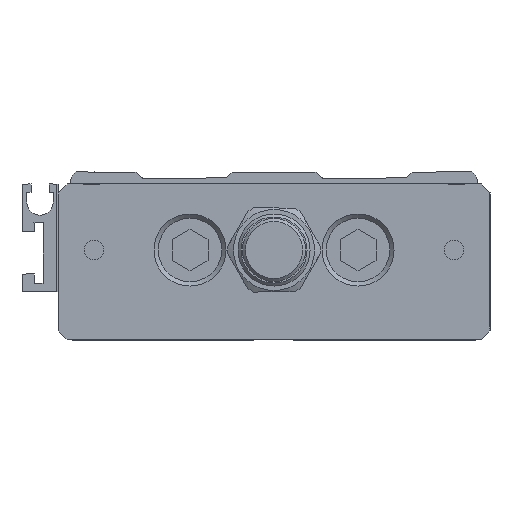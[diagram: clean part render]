
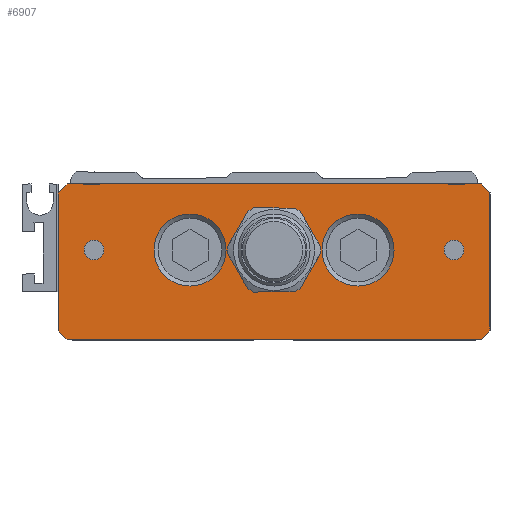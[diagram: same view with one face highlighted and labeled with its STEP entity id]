
A CAD part, left-side view. The second image highlights one B-rep face of the part: STEP entity #6907.
In plain terms, the highlighted planar face has unit normal (-1, 0, 0).
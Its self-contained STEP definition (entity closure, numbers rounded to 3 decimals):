
#5997=CARTESIAN_POINT('',(-15.,-464.,-26.5)
);
#5998=VERTEX_POINT('Vertex303',#5997);
#6005=CARTESIAN_POINT('',(-15.,-464.,-3.5)
);
#6006=VERTEX_POINT('Vertex304',#6005);
#6007=CARTESIAN_POINT('',(-15.,-464.,-15.)
);
#6008=DIRECTION('',(0.,0.,-1.));
#6009=VECTOR('',#6008,1.);
#6010=LINE('nurbsCrv399',#6007,#6009);
#6011=EDGE_CURVE('Edge399',#6006,#5998,#6010,.T.);
#6097=CARTESIAN_POINT('',(-15.,-496.624,-20.));
#6098=VERTEX_POINT('Vertex309',#6097);
#6099=CARTESIAN_POINT('',(-15.,-495.626,-19.423)
);
#6100=VERTEX_POINT('Vertex308',#6099);
#6101=CARTESIAN_POINT('',(-15.,-496.125,-19.712)
);
#6102=DIRECTION('',(0.,0.866,0.5));
#6103=VECTOR('',#6102,1.);
#6104=LINE('nurbsCrv404',#6101,#6103);
#6105=EDGE_CURVE('Edge404',#6098,#6100,#6104,.T.);
#6128=CARTESIAN_POINT('',(-15.,-503.376,-20.)
);
#6129=VERTEX_POINT('Vertex310',#6128);
#6130=CARTESIAN_POINT('',(-15.,-500.,-20.)
);
#6131=DIRECTION('',(0.,1.,0.));
#6132=VECTOR('',#6131,1.);
#6133=LINE('nurbsCrv407',#6130,#6132);
#6134=EDGE_CURVE('Edge407',#6129,#6098,#6133,.T.);
#6152=CARTESIAN_POINT('',(-15.,-504.374,-19.423)
);
#6153=VERTEX_POINT('Vertex311',#6152);
#6154=CARTESIAN_POINT('',(-15.,-503.875,-19.712)
);
#6155=DIRECTION('',(0.,0.866,-0.5));
#6156=VECTOR('',#6155,1.);
#6157=LINE('nurbsCrv409',#6154,#6156);
#6158=EDGE_CURVE('Edge409',#6153,#6129,#6157,.T.);
#6176=CARTESIAN_POINT('',(-15.,-507.75,-13.577)
);
#6177=VERTEX_POINT('Vertex312',#6176);
#6178=CARTESIAN_POINT('',(-15.,-506.062,-16.5)
);
#6179=DIRECTION('',(0.,0.5,-0.866));
#6180=VECTOR('',#6179,1.);
#6181=LINE('nurbsCrv411',#6178,#6180);
#6182=EDGE_CURVE('Edge411',#6177,#6153,#6181,.T.);
#6200=CARTESIAN_POINT('',(-15.,-507.75,-12.423)
);
#6201=VERTEX_POINT('Vertex313',#6200);
#6202=CARTESIAN_POINT('',(-15.,-507.75,-13.)
);
#6203=DIRECTION('',(0.,0.,-1.));
#6204=VECTOR('',#6203,1.);
#6205=LINE('nurbsCrv413',#6202,#6204);
#6206=EDGE_CURVE('Edge413',#6201,#6177,#6205,.T.);
#6224=CARTESIAN_POINT('',(-15.,-504.374,-6.577)
);
#6225=VERTEX_POINT('Vertex314',#6224);
#6226=CARTESIAN_POINT('',(-15.,-506.062,-9.5)
);
#6227=DIRECTION('',(0.,-0.5,-0.866));
#6228=VECTOR('',#6227,1.);
#6229=LINE('nurbsCrv415',#6226,#6228);
#6230=EDGE_CURVE('Edge415',#6225,#6201,#6229,.T.);
#6248=CARTESIAN_POINT('',(-15.,-492.25,-13.577)
);
#6249=VERTEX_POINT('Vertex315',#6248);
#6250=CARTESIAN_POINT('',(-15.,-493.938,-16.5)
);
#6251=DIRECTION('',(0.,0.5,0.866));
#6252=VECTOR('',#6251,1.);
#6253=LINE('nurbsCrv417',#6250,#6252);
#6254=EDGE_CURVE('Edge417',#6100,#6249,#6253,.T.);
#6272=CARTESIAN_POINT('',(-15.,-503.376,-6.));
#6273=VERTEX_POINT('Vertex316',#6272);
#6274=CARTESIAN_POINT('',(-15.,-503.875,-6.288)
);
#6275=DIRECTION('',(0.,-0.866,-0.5));
#6276=VECTOR('',#6275,1.);
#6277=LINE('nurbsCrv419',#6274,#6276);
#6278=EDGE_CURVE('Edge419',#6273,#6225,#6277,.T.);
#6296=CARTESIAN_POINT('',(-15.,-496.624,-6.)
);
#6297=VERTEX_POINT('Vertex317',#6296);
#6298=CARTESIAN_POINT('',(-15.,-500.,-6.)
);
#6299=DIRECTION('',(0.,-1.,0.));
#6300=VECTOR('',#6299,1.);
#6301=LINE('nurbsCrv421',#6298,#6300);
#6302=EDGE_CURVE('Edge421',#6297,#6273,#6301,.T.);
#6321=CARTESIAN_POINT('',(-15.,-495.626,-6.577)
);
#6322=VERTEX_POINT('Vertex318',#6321);
#6323=CARTESIAN_POINT('',(-15.,-496.125,-6.288)
);
#6324=DIRECTION('',(0.,-0.866,0.5));
#6325=VECTOR('',#6324,1.);
#6326=LINE('nurbsCrv423',#6323,#6325);
#6327=EDGE_CURVE('Edge423',#6322,#6297,#6326,.T.);
#6345=CARTESIAN_POINT('',(-15.,-492.25,-12.423)
);
#6346=VERTEX_POINT('Vertex319',#6345);
#6347=CARTESIAN_POINT('',(-15.,-493.938,-9.5)
);
#6348=DIRECTION('',(0.,-0.5,0.866));
#6349=VECTOR('',#6348,1.);
#6350=LINE('nurbsCrv425',#6347,#6349);
#6351=EDGE_CURVE('Edge425',#6346,#6322,#6350,.T.);
#6369=CARTESIAN_POINT('',(-15.,-492.25,-13.));
#6370=DIRECTION('',(0.,0.,1.));
#6371=VECTOR('',#6370,1.);
#6372=LINE('nurbsCrv427',#6369,#6371);
#6373=EDGE_CURVE('Edge427',#6249,#6346,#6372,.T.);
#6622=CARTESIAN_POINT('',(-15.,-530.,-11.35)
);
#6623=VERTEX_POINT('Vertex333',#6622);
#6624=CARTESIAN_POINT('',(-15.,-530.,-13.));
#6625=DIRECTION('',(1.,0.,0.));
#6626=DIRECTION('',(0.,0.,1.));
#6627=AXIS2_PLACEMENT_3D('',#6624,#6625,#6626);
#6628=CIRCLE('nurbsCrv441',#6627,1.65);
#6629=EDGE_CURVE('Edge441',#6623,#6623,#6628,.T.);
#6659=CARTESIAN_POINT('',(-15.,-470.,-11.35)
);
#6660=VERTEX_POINT('Vertex335',#6659);
#6661=CARTESIAN_POINT('',(-15.,-470.,-13.));
#6662=DIRECTION('',(1.,0.,0.));
#6663=DIRECTION('',(0.,0.,1.));
#6664=AXIS2_PLACEMENT_3D('',#6661,#6662,#6663);
#6665=CIRCLE('nurbsCrv443',#6664,1.65);
#6666=EDGE_CURVE('Edge443',#6660,#6660,#6665,.T.);
#6676=CARTESIAN_POINT('',(-15.,-514.,-7.));
#6677=VERTEX_POINT('Vertex336',#6676);
#6678=CARTESIAN_POINT('',(-15.,-514.,-13.));
#6679=DIRECTION('',(1.,0.,0.));
#6680=DIRECTION('',(0.,0.,1.));
#6681=AXIS2_PLACEMENT_3D('',#6678,#6679,#6680);
#6682=CIRCLE('nurbsCrv444',#6681,6.);
#6683=EDGE_CURVE('Edge444',#6677,#6677,#6682,.T.);
#6696=CARTESIAN_POINT('',(-15.,-486.,-7.));
#6697=VERTEX_POINT('Vertex337',#6696);
#6698=CARTESIAN_POINT('',(-15.,-486.,-13.));
#6699=DIRECTION('',(1.,0.,0.));
#6700=DIRECTION('',(0.,0.,1.));
#6701=AXIS2_PLACEMENT_3D('',#6698,#6699,#6700);
#6702=CIRCLE('nurbsCrv445',#6701,6.);
#6703=EDGE_CURVE('Edge445',#6697,#6697,#6702,.T.);
#6726=CARTESIAN_POINT('',(-15.,-465.5,-2.)
);
#6727=VERTEX_POINT('Vertex339',#6726);
#6728=CARTESIAN_POINT('',(-15.,-464.75,-2.75)
);
#6729=DIRECTION('',(0.,0.707,-0.707));
#6730=VECTOR('',#6729,1.);
#6731=LINE('nurbsCrv447',#6728,#6730);
#6732=EDGE_CURVE('Edge447',#6727,#6006,#6731,.T.);
#6756=CARTESIAN_POINT('',(-15.,-465.5,-28.)
);
#6757=VERTEX_POINT('Vertex341',#6756);
#6764=CARTESIAN_POINT('',(-15.,-464.75,-27.25)
);
#6765=DIRECTION('',(0.,-0.707,-0.707));
#6766=VECTOR('',#6765,1.);
#6767=LINE('nurbsCrv451',#6764,#6766);
#6768=EDGE_CURVE('Edge451',#5998,#6757,#6767,.T.);
#6787=CARTESIAN_POINT('',(-15.,-534.5,-28.));
#6788=VERTEX_POINT('Vertex343',#6787);
#6795=CARTESIAN_POINT('',(-15.,-500.,-28.)
);
#6796=DIRECTION('',(0.,-1.,0.));
#6797=VECTOR('',#6796,1.);
#6798=LINE('nurbsCrv454',#6795,#6797);
#6799=EDGE_CURVE('Edge454',#6757,#6788,#6798,.T.);
#6824=CARTESIAN_POINT('',(-15.,-536.,-26.5));
#6825=VERTEX_POINT('Vertex345',#6824);
#6832=CARTESIAN_POINT('',(-15.,-535.25,-27.25));
#6833=DIRECTION('',(0.,-0.707,0.707));
#6834=VECTOR('',#6833,1.);
#6835=LINE('nurbsCrv457',#6832,#6834);
#6836=EDGE_CURVE('Edge457',#6788,#6825,#6835,.T.);
#6847=CARTESIAN_POINT('',(-15.,-536.,-3.5)
);
#6848=VERTEX_POINT('Vertex347',#6847);
#6849=CARTESIAN_POINT('',(-15.,-534.5,-2.)
);
#6850=VERTEX_POINT('Vertex346',#6849);
#6851=CARTESIAN_POINT('',(-15.,-535.25,-2.75)
);
#6852=DIRECTION('',(0.,0.707,0.707));
#6853=VECTOR('',#6852,1.);
#6854=LINE('nurbsCrv458',#6851,#6853);
#6855=EDGE_CURVE('Edge458',#6848,#6850,#6854,.T.);
#6856=ORIENTED_EDGE('Edgeuse894',*,*,#6855,.T.);
#6857=CARTESIAN_POINT('',(-15.,-500.,-2.)
);
#6858=DIRECTION('',(0.,1.,0.));
#6859=VECTOR('',#6858,1.);
#6860=LINE('nurbsCrv459',#6857,#6859);
#6861=EDGE_CURVE('Edge459',#6850,#6727,#6860,.T.);
#6862=ORIENTED_EDGE('Edgeuse895',*,*,#6861,.T.);
#6863=ORIENTED_EDGE('Edgeuse896',*,*,#6732,.T.);
#6864=ORIENTED_EDGE('Edgeuse897',*,*,#6011,.T.);
#6865=ORIENTED_EDGE('Edgeuse898',*,*,#6768,.T.);
#6866=ORIENTED_EDGE('Edgeuse899',*,*,#6799,.T.);
#6867=ORIENTED_EDGE('Edgeuse900',*,*,#6836,.T.);
#6868=CARTESIAN_POINT('',(-15.,-536.,-15.)
);
#6869=DIRECTION('',(0.,0.,1.));
#6870=VECTOR('',#6869,1.);
#6871=LINE('nurbsCrv460',#6868,#6870);
#6872=EDGE_CURVE('Edge460',#6825,#6848,#6871,.T.);
#6873=ORIENTED_EDGE('Edgeuse901',*,*,#6872,.T.);
#6874=EDGE_LOOP('',(#6856,#6862,#6863,#6864,#6865,#6866,#6867,#6873));
#6875=FACE_OUTER_BOUND('',#6874,.T.);
#6876=ORIENTED_EDGE('Edgeuse902',*,*,#6629,.T.);
#6877=EDGE_LOOP('',(#6876));
#6878=FACE_BOUND('',#6877,.T.);
#6879=ORIENTED_EDGE('Edgeuse903',*,*,#6666,.T.);
#6880=EDGE_LOOP('',(#6879));
#6881=FACE_BOUND('',#6880,.T.);
#6882=ORIENTED_EDGE('Edgeuse880',*,*,#6230,.T.);
#6883=ORIENTED_EDGE('Edgeuse881',*,*,#6206,.T.);
#6884=ORIENTED_EDGE('Edgeuse882',*,*,#6182,.T.);
#6885=ORIENTED_EDGE('Edgeuse883',*,*,#6158,.T.);
#6886=ORIENTED_EDGE('Edgeuse884',*,*,#6134,.T.);
#6887=ORIENTED_EDGE('Edgeuse885',*,*,#6105,.T.);
#6888=ORIENTED_EDGE('Edgeuse886',*,*,#6254,.T.);
#6889=ORIENTED_EDGE('Edgeuse887',*,*,#6373,.T.);
#6890=ORIENTED_EDGE('Edgeuse888',*,*,#6351,.T.);
#6891=ORIENTED_EDGE('Edgeuse889',*,*,#6327,.T.);
#6892=ORIENTED_EDGE('Edgeuse890',*,*,#6302,.T.);
#6893=ORIENTED_EDGE('Edgeuse891',*,*,#6278,.T.);
#6894=EDGE_LOOP('',(#6882,#6883,#6884,#6885,#6886,#6887,#6888,#6889,#6890,#6891
,#6892,#6893));
#6895=FACE_BOUND('',#6894,.T.);
#6896=ORIENTED_EDGE('Edgeuse892',*,*,#6703,.T.);
#6897=EDGE_LOOP('',(#6896));
#6898=FACE_BOUND('',#6897,.T.);
#6899=ORIENTED_EDGE('Edgeuse893',*,*,#6683,.T.);
#6900=EDGE_LOOP('',(#6899));
#6901=FACE_BOUND('',#6900,.T.);
#6902=CARTESIAN_POINT('',(-15.,-500.,-15.)
);
#6903=DIRECTION('',(-1.,0.,0.));
#6904=DIRECTION('',(0.,-1.,0.));
#6905=AXIS2_PLACEMENT_3D('',#6902,#6903,#6904);
#6906=PLANE('nurbsSrf223',#6905);
#6907=ADVANCED_FACE('Face223',(#6875,#6878,#6881,#6895,#6898,#6901),#6906,.T.);
